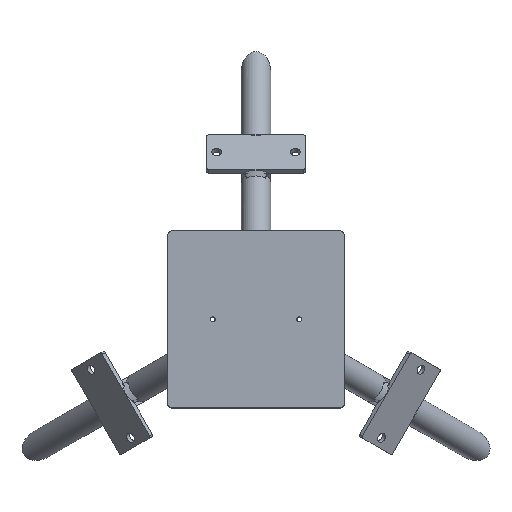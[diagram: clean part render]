
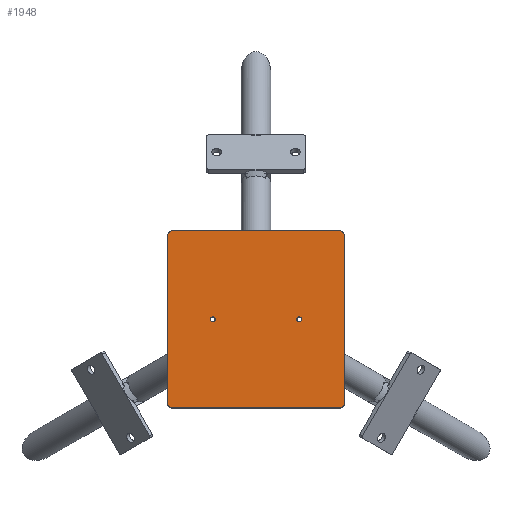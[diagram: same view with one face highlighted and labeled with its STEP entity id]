
A CAD part, top view. The second image highlights one B-rep face of the part: STEP entity #1948.
In plain terms, the highlighted planar face has unit normal (0, 0, 1).
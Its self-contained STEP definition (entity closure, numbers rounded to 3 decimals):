
#162=CIRCLE('',#2275,2.5);
#164=CIRCLE('',#2278,2.5);
#166=CIRCLE('',#2281,5.);
#171=CIRCLE('',#2289,5.);
#172=CIRCLE('',#2292,5.);
#173=CIRCLE('',#2295,5.);
#212=FACE_BOUND('',#529,.T.);
#213=FACE_BOUND('',#530,.T.);
#284=PLANE('',#2297);
#396=FACE_OUTER_BOUND('',#528,.T.);
#528=EDGE_LOOP('',(#1799,#1800,#1801,#1802,#1803,#1804,#1805,#1806));
#529=EDGE_LOOP('',(#1807));
#530=EDGE_LOOP('',(#1808));
#673=LINE('',#3969,#827);
#679=LINE('',#3989,#833);
#682=LINE('',#3997,#836);
#684=LINE('',#4003,#838);
#827=VECTOR('',#2868,10.);
#833=VECTOR('',#2888,10.);
#836=VECTOR('',#2897,10.);
#838=VECTOR('',#2905,10.);
#1021=VERTEX_POINT('',#3944);
#1023=VERTEX_POINT('',#3950);
#1025=VERTEX_POINT('',#3956);
#1026=VERTEX_POINT('',#3957);
#1030=VERTEX_POINT('',#3967);
#1036=VERTEX_POINT('',#3983);
#1037=VERTEX_POINT('',#3987);
#1038=VERTEX_POINT('',#3991);
#1039=VERTEX_POINT('',#3995);
#1040=VERTEX_POINT('',#3999);
#1267=EDGE_CURVE('',#1021,#1021,#162,.T.);
#1270=EDGE_CURVE('',#1023,#1023,#164,.T.);
#1273=EDGE_CURVE('',#1025,#1026,#166,.T.);
#1279=EDGE_CURVE('',#1025,#1030,#673,.T.);
#1286=EDGE_CURVE('',#1036,#1030,#171,.T.);
#1289=EDGE_CURVE('',#1036,#1037,#679,.T.);
#1290=EDGE_CURVE('',#1038,#1037,#172,.T.);
#1293=EDGE_CURVE('',#1038,#1039,#682,.T.);
#1294=EDGE_CURVE('',#1040,#1039,#173,.T.);
#1296=EDGE_CURVE('',#1040,#1026,#684,.T.);
#1799=ORIENTED_EDGE('',*,*,#1273,.F.);
#1800=ORIENTED_EDGE('',*,*,#1279,.T.);
#1801=ORIENTED_EDGE('',*,*,#1286,.F.);
#1802=ORIENTED_EDGE('',*,*,#1289,.T.);
#1803=ORIENTED_EDGE('',*,*,#1290,.F.);
#1804=ORIENTED_EDGE('',*,*,#1293,.T.);
#1805=ORIENTED_EDGE('',*,*,#1294,.F.);
#1806=ORIENTED_EDGE('',*,*,#1296,.T.);
#1807=ORIENTED_EDGE('',*,*,#1267,.T.);
#1808=ORIENTED_EDGE('',*,*,#1270,.T.);
#1948=ADVANCED_FACE('',(#396,#212,#213),#284,.T.);
#2275=AXIS2_PLACEMENT_3D('',#3945,#2844,#2845);
#2278=AXIS2_PLACEMENT_3D('',#3951,#2851,#2852);
#2281=AXIS2_PLACEMENT_3D('',#3958,#2858,#2859);
#2289=AXIS2_PLACEMENT_3D('',#3984,#2882,#2883);
#2292=AXIS2_PLACEMENT_3D('',#3992,#2891,#2892);
#2295=AXIS2_PLACEMENT_3D('',#4000,#2900,#2901);
#2297=AXIS2_PLACEMENT_3D('',#4004,#2906,#2907);
#2844=DIRECTION('center_axis',(0.,0.,-1.));
#2845=DIRECTION('ref_axis',(1.,0.,0.));
#2851=DIRECTION('center_axis',(0.,0.,-1.));
#2852=DIRECTION('ref_axis',(1.,0.,0.));
#2858=DIRECTION('center_axis',(0.,0.,-1.));
#2859=DIRECTION('ref_axis',(-0.707,-0.707,0.));
#2868=DIRECTION('',(1.,0.,0.));
#2882=DIRECTION('center_axis',(0.,0.,-1.));
#2883=DIRECTION('ref_axis',(0.707,-0.707,0.));
#2888=DIRECTION('',(0.,1.,0.));
#2891=DIRECTION('center_axis',(0.,0.,-1.));
#2892=DIRECTION('ref_axis',(0.707,0.707,0.));
#2897=DIRECTION('',(-1.,0.,0.));
#2900=DIRECTION('center_axis',(0.,0.,-1.));
#2901=DIRECTION('ref_axis',(-0.707,0.707,0.));
#2905=DIRECTION('',(0.,-1.,0.));
#2906=DIRECTION('center_axis',(0.,0.,1.));
#2907=DIRECTION('ref_axis',(1.,0.,0.));
#3944=CARTESIAN_POINT('',(-46.5,0.,5.));
#3945=CARTESIAN_POINT('Origin',(-44.,0.,5.));
#3950=CARTESIAN_POINT('',(41.5,0.,5.));
#3951=CARTESIAN_POINT('Origin',(44.,0.,5.));
#3956=CARTESIAN_POINT('',(-85.,-90.,5.));
#3957=CARTESIAN_POINT('',(-90.,-85.,5.));
#3958=CARTESIAN_POINT('Origin',(-85.,-85.,5.));
#3967=CARTESIAN_POINT('',(85.,-90.,5.));
#3969=CARTESIAN_POINT('',(-90.,-90.,5.));
#3983=CARTESIAN_POINT('',(90.,-85.,5.));
#3984=CARTESIAN_POINT('Origin',(85.,-85.,5.));
#3987=CARTESIAN_POINT('',(90.,85.,5.));
#3989=CARTESIAN_POINT('',(90.,-90.,5.));
#3991=CARTESIAN_POINT('',(85.,90.,5.));
#3992=CARTESIAN_POINT('Origin',(85.,85.,5.));
#3995=CARTESIAN_POINT('',(-85.,90.,5.));
#3997=CARTESIAN_POINT('',(90.,90.,5.));
#3999=CARTESIAN_POINT('',(-90.,85.,5.));
#4000=CARTESIAN_POINT('Origin',(-85.,85.,5.));
#4003=CARTESIAN_POINT('',(-90.,90.,5.));
#4004=CARTESIAN_POINT('Origin',(0.,0.,5.));
